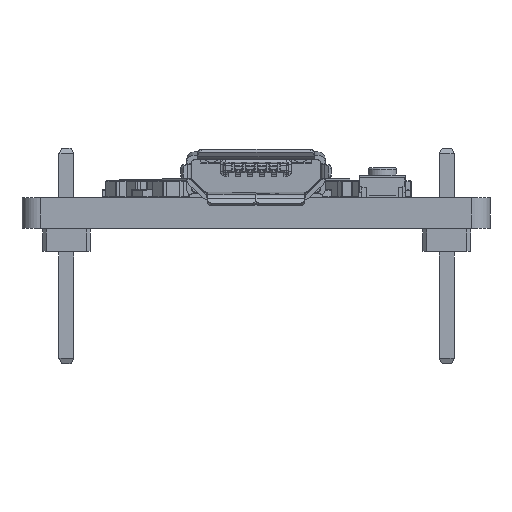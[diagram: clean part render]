
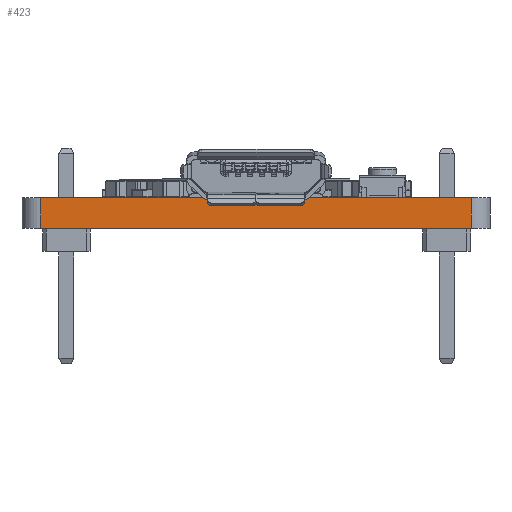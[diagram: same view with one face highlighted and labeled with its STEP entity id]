
A CAD part, left-side view. The second image highlights one B-rep face of the part: STEP entity #423.
In plain terms, the highlighted planar face has unit normal (-1, 0, 0).
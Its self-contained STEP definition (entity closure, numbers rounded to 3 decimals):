
#193 = EDGE_CURVE('',#194,#196,#198,.T.);
#194 = VERTEX_POINT('',#195);
#195 = CARTESIAN_POINT('',(0.,1.,0.));
#196 = VERTEX_POINT('',#197);
#197 = CARTESIAN_POINT('',(0.,1.,1.631));
#198 = LINE('',#199,#200);
#199 = CARTESIAN_POINT('',(0.,1.,0.));
#200 = VECTOR('',#201,1.);
#201 = DIRECTION('',(0.,0.,1.));
#396 = VERTEX_POINT('',#397);
#397 = CARTESIAN_POINT('',(0.,24.,1.631));
#404 = EDGE_CURVE('',#405,#396,#407,.T.);
#405 = VERTEX_POINT('',#406);
#406 = CARTESIAN_POINT('',(0.,24.,0.));
#407 = LINE('',#408,#409);
#408 = CARTESIAN_POINT('',(0.,24.,0.));
#409 = VECTOR('',#410,1.);
#410 = DIRECTION('',(0.,0.,1.));
#423 = ADVANCED_FACE('',(#424),#440,.F.);
#424 = FACE_BOUND('',#425,.F.);
#425 = EDGE_LOOP('',(#426,#427,#433,#434));
#426 = ORIENTED_EDGE('',*,*,#404,.T.);
#427 = ORIENTED_EDGE('',*,*,#428,.T.);
#428 = EDGE_CURVE('',#396,#196,#429,.T.);
#429 = LINE('',#430,#431);
#430 = CARTESIAN_POINT('',(0.,24.,1.631));
#431 = VECTOR('',#432,1.);
#432 = DIRECTION('',(0.,-1.,0.));
#433 = ORIENTED_EDGE('',*,*,#193,.F.);
#434 = ORIENTED_EDGE('',*,*,#435,.F.);
#435 = EDGE_CURVE('',#405,#194,#436,.T.);
#436 = LINE('',#437,#438);
#437 = CARTESIAN_POINT('',(0.,24.,0.));
#438 = VECTOR('',#439,1.);
#439 = DIRECTION('',(0.,-1.,0.));
#440 = PLANE('',#441);
#441 = AXIS2_PLACEMENT_3D('',#442,#443,#444);
#442 = CARTESIAN_POINT('',(0.,24.,0.));
#443 = DIRECTION('',(1.,0.,0.));
#444 = DIRECTION('',(0.,-1.,0.));
